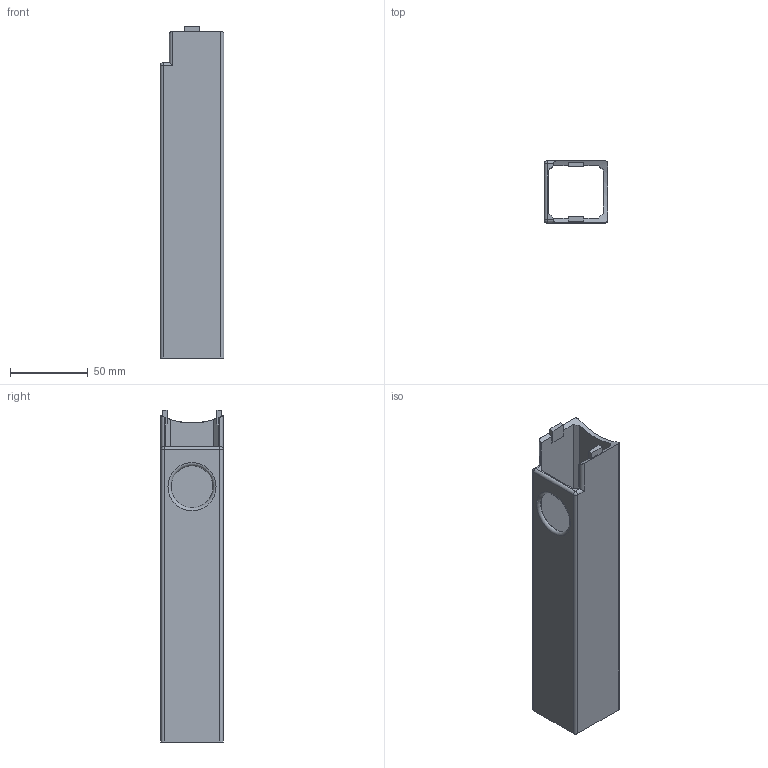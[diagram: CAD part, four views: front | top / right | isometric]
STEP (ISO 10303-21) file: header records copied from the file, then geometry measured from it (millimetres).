
FILE_DESCRIPTION(/* description */ (''),/* implementation_level */ '2;1');
FILE_NAME(/* name */ 'upper_shroud_joint2-3.step',/* time_stamp */ '2025-12-08T19:14:47+01:00',/* author */ (''),/* organization */ (''),/* preprocessor_version */ 'ST-DEVELOPER v20.1',/* originating_system */ 'Autodesk Translation Framework v14.21.0.0',/* authorisation */ '');
FILE_SCHEMA (('AUTOMOTIVE_DESIGN { 1 0 10303 214 3 1 1 }'));
Length unit declared in the file: millimetre
Products named in the file (1): FusionComponent
Bounding box: 41 x 40 x 213.65 mm (x, y, z)
Volume: 88802.7 mm3; surface area: 59058 mm2
Topology: 1 solids, 1 shells, 170 faces, 450 edges, 295 vertices
Faces by surface type: plane 115, bspline 36, cylinder 12, torus 5, sphere 2
Entity records: 5705 total; most frequent: CARTESIAN_POINT 1674, ORIENTED_EDGE 900, DIRECTION 678, EDGE_CURVE 450, LINE 328, VECTOR 328, VERTEX_POINT 295, EDGE_LOOP 189
